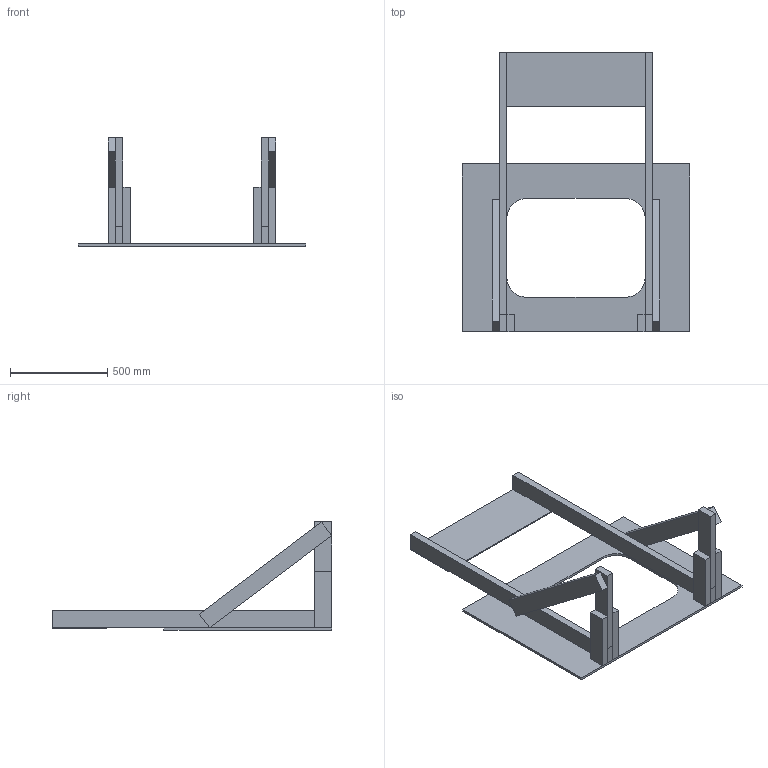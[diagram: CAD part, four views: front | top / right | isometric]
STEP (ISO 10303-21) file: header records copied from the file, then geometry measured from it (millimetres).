
FILE_DESCRIPTION (( 'STEP AP214' ), '1' );
FILE_NAME ('TE-25100.STEP', '2024-12-20T18:22:41', ( '' ), ( '' ), 'SwSTEP 2.0', 'SolidWorks 2022', '' );
FILE_SCHEMA (( 'AUTOMOTIVE_DESIGN' ));
Length unit declared in the file: inch
Products named in the file (7): TE-25105; TE-25104; TE-25101; TE-25106; TE-25102; TE-25103; TE-25100
Assembly tree (12 placements, depth 2):
  TE-25100
    TE-25101
    TE-25102  x2
    TE-25103  x2
    TE-25105  x4
    TE-25106
    TE-25104  x2
Bounding box: 1168.4 x 1438.28 x 558.01 mm (x, y, z)
Volume: 31171789.5 mm3; surface area: 3567815.4 mm2
Topology: 12 solids, 12 shells, 80 faces, 168 edges, 112 vertices
Faces by surface type: plane 76, cylinder 4
Entity records: 1564 total; most frequent: DIRECTION 222, CARTESIAN_POINT 219, ORIENTED_EDGE 192, EDGE_CURVE 96, LINE 88, VECTOR 88, AXIS2_PLACEMENT_3D 67, VERTEX_POINT 64
